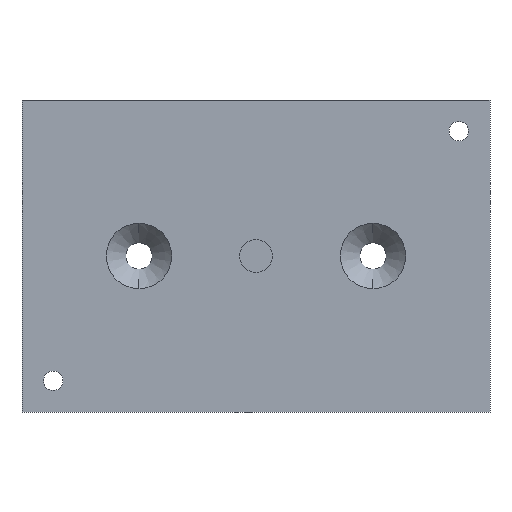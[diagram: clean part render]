
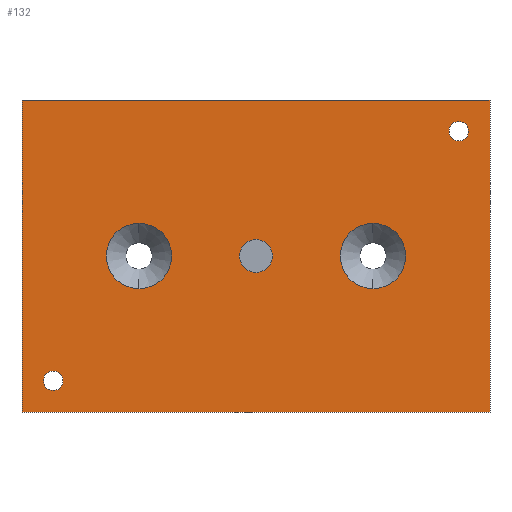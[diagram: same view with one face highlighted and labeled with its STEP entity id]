
A CAD part, front view. The second image highlights one B-rep face of the part: STEP entity #132.
In plain terms, the highlighted planar face has unit normal (0, -1, 0).
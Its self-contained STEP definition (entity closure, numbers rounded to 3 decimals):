
#39 = VERTEX_POINT ( 'NONE', #717 ) ;
#59 = EDGE_CURVE ( 'NONE', #39, #65, #893, .T. ) ;
#65 = VERTEX_POINT ( 'NONE', #929 ) ;
#96 = ORIENTED_EDGE ( 'NONE', *, *, #126, .T. ) ;
#126 = EDGE_CURVE ( 'NONE', #2441, #2517, #1115, .T. ) ;
#132 = ADVANCED_FACE ( 'NONE', ( #1133, #1135, #1136, #1137, #1138, #1139 ), #1140, .F. ) ;
#152 = VERTEX_POINT ( 'NONE', #1250 ) ;
#154 = EDGE_LOOP ( 'NONE', ( #1393, #221 ) ) ;
#160 = EDGE_LOOP ( 'NONE', ( #2726, #96 ) ) ;
#166 = VERTEX_POINT ( 'NONE', #1369 ) ;
#179 = EDGE_CURVE ( 'NONE', #2412, #166, #1500, .T. ) ;
#221 = ORIENTED_EDGE ( 'NONE', *, *, #784, .T. ) ;
#252 = VERTEX_POINT ( 'NONE', #1916 ) ;
#279 = EDGE_CURVE ( 'NONE', #65, #2721, #2025, .T. ) ;
#356 = EDGE_LOOP ( 'NONE', ( #2705, #1023 ) ) ;
#448 = CIRCLE ( 'NONE', #449, 2.5 ) ;
#449 = AXIS2_PLACEMENT_3D ( 'NONE', #450, #451, #452 ) ;
#450 = CARTESIAN_POINT ( 'NONE',  ( -52., 0., -32. ) ) ;
#451 = DIRECTION ( 'NONE',  ( 0., 1., 0. ) ) ;
#452 = DIRECTION ( 'NONE',  ( 0., 0., 1. ) ) ;
#459 = CARTESIAN_POINT ( 'NONE',  ( -60., 0., 40. ) ) ;
#597 = CIRCLE ( 'NONE', #598, 2.5 ) ;
#598 = AXIS2_PLACEMENT_3D ( 'NONE', #599, #600, #601 ) ;
#599 = CARTESIAN_POINT ( 'NONE',  ( -52., 0., -32. ) ) ;
#600 = DIRECTION ( 'NONE',  ( 0., 1., 0. ) ) ;
#601 = DIRECTION ( 'NONE',  ( 0., 0., 1. ) ) ;
#717 = CARTESIAN_POINT ( 'NONE',  ( 60., 0., 40. ) ) ;
#784 = EDGE_CURVE ( 'NONE', #166, #2412, #1464, .T. ) ;
#847 = CIRCLE ( 'NONE', #848, 8.375 ) ;
#848 = AXIS2_PLACEMENT_3D ( 'NONE', #849, #850, #851 ) ;
#849 = CARTESIAN_POINT ( 'NONE',  ( -30., 0., 0. ) ) ;
#850 = DIRECTION ( 'NONE',  ( 0., 1., 0. ) ) ;
#851 = DIRECTION ( 'NONE',  ( 0., 0., 1. ) ) ;
#893 = LINE ( 'NONE', #896, #897 ) ;
#896 = CARTESIAN_POINT ( 'NONE',  ( 60., 0., -40. ) ) ;
#897 = VECTOR ( 'NONE', #898, 1000. ) ;
#898 = DIRECTION ( 'NONE',  ( 0., 0., -1. ) ) ;
#929 = CARTESIAN_POINT ( 'NONE',  ( 60., 0., -40. ) ) ;
#1023 = ORIENTED_EDGE ( 'NONE', *, *, #2760, .T. ) ;
#1072 = CARTESIAN_POINT ( 'NONE',  ( 52., 0., 34.5 ) ) ;
#1115 = CIRCLE ( 'NONE', #1118, 8.375 ) ;
#1116 = EDGE_LOOP ( 'NONE', ( #2634, #2068 ) ) ;
#1118 = AXIS2_PLACEMENT_3D ( 'NONE', #1119, #1120, #1121 ) ;
#1119 = CARTESIAN_POINT ( 'NONE',  ( -30., 0., 0. ) ) ;
#1120 = DIRECTION ( 'NONE',  ( 0., 1., 0. ) ) ;
#1121 = DIRECTION ( 'NONE',  ( 0., 0., 1. ) ) ;
#1133 = FACE_BOUND ( 'NONE', #160, .T. ) ;
#1135 = FACE_BOUND ( 'NONE', #2585, .T. ) ;
#1136 = FACE_BOUND ( 'NONE', #356, .T. ) ;
#1137 = FACE_BOUND ( 'NONE', #154, .T. ) ;
#1138 = FACE_BOUND ( 'NONE', #1116, .T. ) ;
#1139 = FACE_OUTER_BOUND ( 'NONE', #1222, .T. ) ;
#1140 = PLANE ( 'NONE',  #1141 ) ;
#1141 = AXIS2_PLACEMENT_3D ( 'NONE', #1142, #1143, #1144 ) ;
#1142 = CARTESIAN_POINT ( 'NONE',  ( -60., 0., -40. ) ) ;
#1143 = DIRECTION ( 'NONE',  ( 0., 1., 0. ) ) ;
#1144 = DIRECTION ( 'NONE',  ( 0., 0., 1. ) ) ;
#1222 = EDGE_LOOP ( 'NONE', ( #2409, #2488, #2526, #2801 ) ) ;
#1250 = CARTESIAN_POINT ( 'NONE',  ( 30., 0., 8.375 ) ) ;
#1287 = CARTESIAN_POINT ( 'NONE',  ( -30., 0., 8.375 ) ) ;
#1364 = CIRCLE ( 'NONE', #1365, 4.25 ) ;
#1365 = AXIS2_PLACEMENT_3D ( 'NONE', #1366, #1367, #1368 ) ;
#1366 = CARTESIAN_POINT ( 'NONE',  ( 0., 0., 0. ) ) ;
#1367 = DIRECTION ( 'NONE',  ( 0., -1., 0. ) ) ;
#1368 = DIRECTION ( 'NONE',  ( 0., 0., -1. ) ) ;
#1369 = CARTESIAN_POINT ( 'NONE',  ( 52., 0., 29.5 ) ) ;
#1393 = ORIENTED_EDGE ( 'NONE', *, *, #179, .T. ) ;
#1422 = CARTESIAN_POINT ( 'NONE',  ( 0., 0., -4.25 ) ) ;
#1423 = CARTESIAN_POINT ( 'NONE',  ( -52., 0., -29.5 ) ) ;
#1464 = CIRCLE ( 'NONE', #1465, 2.5 ) ;
#1465 = AXIS2_PLACEMENT_3D ( 'NONE', #1466, #1467, #1469 ) ;
#1466 = CARTESIAN_POINT ( 'NONE',  ( 52., 0., 32. ) ) ;
#1467 = DIRECTION ( 'NONE',  ( 0., 1., 0. ) ) ;
#1469 = DIRECTION ( 'NONE',  ( 0., 0., 1. ) ) ;
#1500 = CIRCLE ( 'NONE', #1501, 2.5 ) ;
#1501 = AXIS2_PLACEMENT_3D ( 'NONE', #1506, #1507, #1508 ) ;
#1506 = CARTESIAN_POINT ( 'NONE',  ( 52., 0., 32. ) ) ;
#1507 = DIRECTION ( 'NONE',  ( 0., 1., 0. ) ) ;
#1508 = DIRECTION ( 'NONE',  ( 0., 0., 1. ) ) ;
#1525 = VERTEX_POINT ( 'NONE', #459 ) ;
#1539 = CIRCLE ( 'NONE', #1540, 8.375 ) ;
#1540 = AXIS2_PLACEMENT_3D ( 'NONE', #1541, #1545, #1546 ) ;
#1541 = CARTESIAN_POINT ( 'NONE',  ( 30., 0., 0. ) ) ;
#1545 = DIRECTION ( 'NONE',  ( 0., 1., 0. ) ) ;
#1546 = DIRECTION ( 'NONE',  ( 0., 0., 1. ) ) ;
#1584 = CIRCLE ( 'NONE', #1585, 8.375 ) ;
#1585 = AXIS2_PLACEMENT_3D ( 'NONE', #1586, #1587, #1588 ) ;
#1586 = CARTESIAN_POINT ( 'NONE',  ( 30., 0., 0. ) ) ;
#1587 = DIRECTION ( 'NONE',  ( 0., 1., 0. ) ) ;
#1588 = DIRECTION ( 'NONE',  ( 0., 0., 1. ) ) ;
#1737 = CARTESIAN_POINT ( 'NONE',  ( -60., 0., -40. ) ) ;
#1744 = EDGE_CURVE ( 'NONE', #2453, #2604, #597, .T. ) ;
#1821 = CARTESIAN_POINT ( 'NONE',  ( 0., 0., 4.25 ) ) ;
#1895 = LINE ( 'NONE', #1896, #1897 ) ;
#1896 = CARTESIAN_POINT ( 'NONE',  ( -60., 0., 40. ) ) ;
#1897 = VECTOR ( 'NONE', #1898, 1000. ) ;
#1898 = DIRECTION ( 'NONE',  ( 1., 0., 0. ) ) ;
#1916 = CARTESIAN_POINT ( 'NONE',  ( 30., 0., -8.375 ) ) ;
#1923 = CIRCLE ( 'NONE', #1924, 4.25 ) ;
#1924 = AXIS2_PLACEMENT_3D ( 'NONE', #1925, #1926, #1927 ) ;
#1925 = CARTESIAN_POINT ( 'NONE',  ( 0., 0., 0. ) ) ;
#1926 = DIRECTION ( 'NONE',  ( 0., -1., 0. ) ) ;
#1927 = DIRECTION ( 'NONE',  ( 0., 0., -1. ) ) ;
#1934 = CARTESIAN_POINT ( 'NONE',  ( -30., 0., -8.375 ) ) ;
#2025 = LINE ( 'NONE', #2026, #2031 ) ;
#2026 = CARTESIAN_POINT ( 'NONE',  ( -60., 0., -40. ) ) ;
#2031 = VECTOR ( 'NONE', #2032, 1000. ) ;
#2032 = DIRECTION ( 'NONE',  ( -1., 0., 0. ) ) ;
#2068 = ORIENTED_EDGE ( 'NONE', *, *, #2515, .F. ) ;
#2161 = EDGE_CURVE ( 'NONE', #2517, #2441, #847, .T. ) ;
#2299 = CARTESIAN_POINT ( 'NONE',  ( -52., 0., -34.5 ) ) ;
#2359 = LINE ( 'NONE', #2360, #2361 ) ;
#2360 = CARTESIAN_POINT ( 'NONE',  ( -60., 0., -40. ) ) ;
#2361 = VECTOR ( 'NONE', #2362, 1000. ) ;
#2362 = DIRECTION ( 'NONE',  ( 0., 0., 1. ) ) ;
#2409 = ORIENTED_EDGE ( 'NONE', *, *, #2630, .F. ) ;
#2412 = VERTEX_POINT ( 'NONE', #1072 ) ;
#2441 = VERTEX_POINT ( 'NONE', #1287 ) ;
#2453 = VERTEX_POINT ( 'NONE', #1423 ) ;
#2488 = ORIENTED_EDGE ( 'NONE', *, *, #279, .F. ) ;
#2500 = VERTEX_POINT ( 'NONE', #1821 ) ;
#2507 = EDGE_CURVE ( 'NONE', #1525, #39, #1895, .T. ) ;
#2515 = EDGE_CURVE ( 'NONE', #2500, #2677, #1923, .T. ) ;
#2517 = VERTEX_POINT ( 'NONE', #1934 ) ;
#2526 = ORIENTED_EDGE ( 'NONE', *, *, #59, .F. ) ;
#2585 = EDGE_LOOP ( 'NONE', ( #2641, #2694 ) ) ;
#2604 = VERTEX_POINT ( 'NONE', #2299 ) ;
#2630 = EDGE_CURVE ( 'NONE', #2721, #1525, #2359, .T. ) ;
#2634 = ORIENTED_EDGE ( 'NONE', *, *, #2673, .F. ) ;
#2641 = ORIENTED_EDGE ( 'NONE', *, *, #2692, .T. ) ;
#2673 = EDGE_CURVE ( 'NONE', #2677, #2500, #1364, .T. ) ;
#2677 = VERTEX_POINT ( 'NONE', #1422 ) ;
#2692 = EDGE_CURVE ( 'NONE', #252, #152, #1539, .T. ) ;
#2694 = ORIENTED_EDGE ( 'NONE', *, *, #2703, .T. ) ;
#2703 = EDGE_CURVE ( 'NONE', #152, #252, #1584, .T. ) ;
#2705 = ORIENTED_EDGE ( 'NONE', *, *, #1744, .T. ) ;
#2721 = VERTEX_POINT ( 'NONE', #1737 ) ;
#2726 = ORIENTED_EDGE ( 'NONE', *, *, #2161, .T. ) ;
#2760 = EDGE_CURVE ( 'NONE', #2604, #2453, #448, .T. ) ;
#2801 = ORIENTED_EDGE ( 'NONE', *, *, #2507, .F. ) ;
